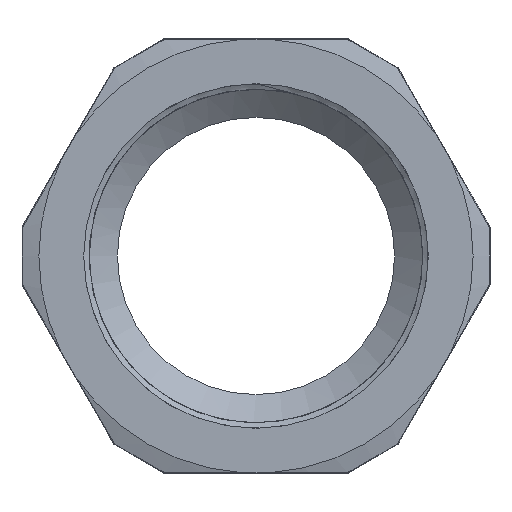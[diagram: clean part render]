
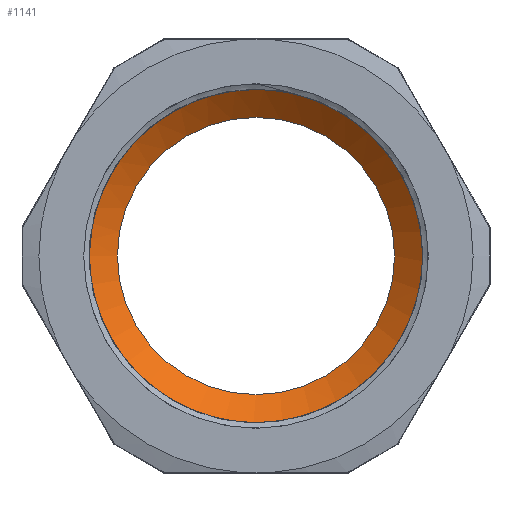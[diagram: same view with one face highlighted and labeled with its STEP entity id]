
A CAD part, left-side view. The second image highlights one B-rep face of the part: STEP entity #1141.
In plain terms, the highlighted conical face has half-angle 51.037 degrees and reference radius 21.098 mm.
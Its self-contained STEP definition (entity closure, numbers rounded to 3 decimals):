
#21=CONICAL_SURFACE('',#1276,21.098,51.037);
#237=FACE_BOUND('',#397,.T.);
#313=FACE_OUTER_BOUND('',#396,.T.);
#396=EDGE_LOOP('',(#1050,#1051));
#397=EDGE_LOOP('',(#1052));
#462=CIRCLE('',#1256,23.045);
#470=CIRCLE('',#1275,19.15);
#471=CIRCLE('',#1277,23.045);
#554=VERTEX_POINT('',#2441);
#555=VERTEX_POINT('',#2557);
#572=VERTEX_POINT('',#5730);
#708=EDGE_CURVE('',#554,#555,#462,.T.);
#735=EDGE_CURVE('',#572,#572,#470,.T.);
#736=EDGE_CURVE('',#555,#554,#471,.T.);
#1050=ORIENTED_EDGE('',*,*,#736,.F.);
#1051=ORIENTED_EDGE('',*,*,#708,.F.);
#1052=ORIENTED_EDGE('',*,*,#735,.T.);
#1141=ADVANCED_FACE('',(#313,#237),#21,.F.);
#1256=AXIS2_PLACEMENT_3D('',#2558,#1528,#1529);
#1275=AXIS2_PLACEMENT_3D('',#5731,#1572,#1573);
#1276=AXIS2_PLACEMENT_3D('',#5732,#1574,#1575);
#1277=AXIS2_PLACEMENT_3D('',#5733,#1576,#1577);
#1528=DIRECTION('center_axis',(1.,0.,0.));
#1529=DIRECTION('ref_axis',(0.,0.,-1.));
#1572=DIRECTION('center_axis',(1.,0.,0.));
#1573=DIRECTION('ref_axis',(0.,0.,-1.));
#1574=DIRECTION('center_axis',(-1.,0.,0.));
#1575=DIRECTION('ref_axis',(0.,1.,0.));
#1576=DIRECTION('center_axis',(1.,0.,0.));
#1577=DIRECTION('ref_axis',(0.,0.,-1.));
#2441=CARTESIAN_POINT('',(-4.75,22.061,6.661));
#2557=CARTESIAN_POINT('',(-4.75,16.799,15.775));
#2558=CARTESIAN_POINT('Origin',(-4.75,0.,0.));
#5730=CARTESIAN_POINT('',(-1.6,19.15,0.));
#5731=CARTESIAN_POINT('Origin',(-1.6,0.,0.));
#5732=CARTESIAN_POINT('Origin',(-3.175,0.,0.));
#5733=CARTESIAN_POINT('Origin',(-4.75,0.,0.));
